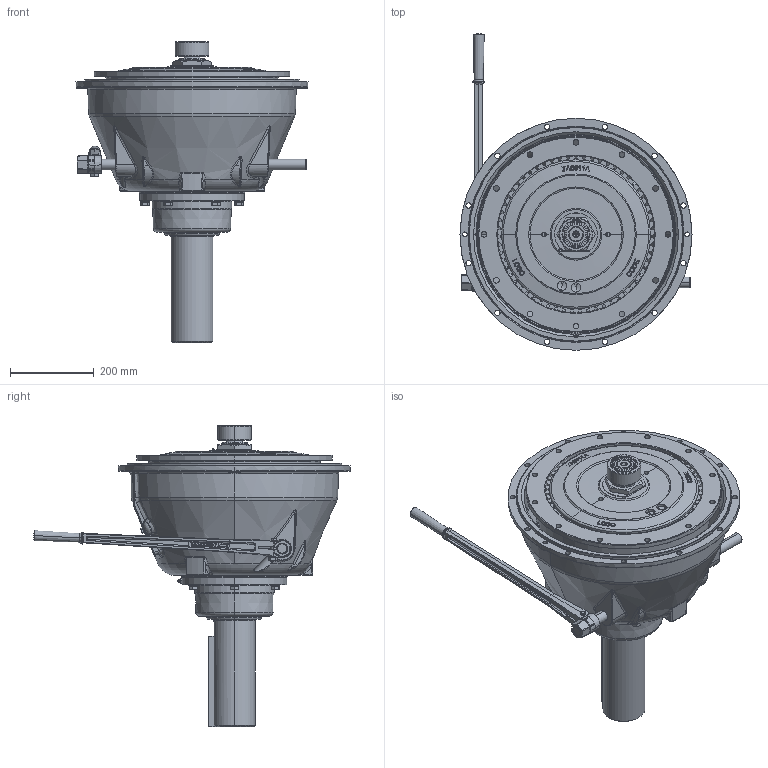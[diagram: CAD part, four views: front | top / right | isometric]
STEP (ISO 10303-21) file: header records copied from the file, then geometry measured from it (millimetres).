
FILE_DESCRIPTION (( 'STEP AP214' ), '1' );
FILE_NAME ('SP314P126.STEP', '2013-05-06T16:06:12', ( 'Windows User' ), ( '' ), 'SwSTEP 2.0', 'SolidWorks 2010', '' );
FILE_SCHEMA (( 'AUTOMOTIVE_DESIGN' ));
Length unit declared in the file: inch
Products named in the file (1): SP314P126
Bounding box: 553.34 x 755.41 x 719.07 mm (x, y, z)
Volume: 18960397.3 mm3; surface area: 2584565.4 mm2
Topology: 54 solids, 56 shells, 2923 faces, 7287 edges, 4523 vertices
Faces by surface type: cylinder 815, plane 799, bspline 738, cone 296, torus 240, sphere 35
Entity records: 164939 total; most frequent: CARTESIAN_POINT 61515, ORIENTED_EDGE 14422, DIRECTION 12190, EDGE_CURVE 7211, AXIS2_PLACEMENT_3D 4762, VERTEX_POINT 4513, EDGE_LOOP 3194, DIMENSIONAL_EXPONENTS 2979
